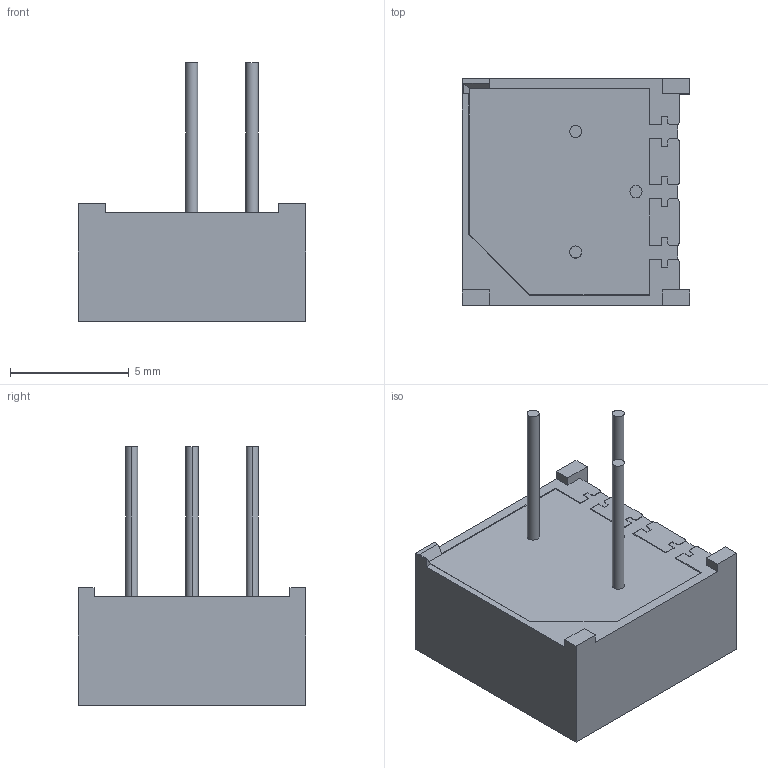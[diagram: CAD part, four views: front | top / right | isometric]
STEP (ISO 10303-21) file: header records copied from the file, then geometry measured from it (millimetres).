
FILE_DESCRIPTION (( 'STEP AP214' ), '1' );
FILE_NAME ('Trimmer Pot.STEP', '2015-03-14T23:36:10', ( '' ), ( '' ), 'SwSTEP 2.0', 'SolidWorks 2014', '' );
FILE_SCHEMA (( 'AUTOMOTIVE_DESIGN' ));
Length unit declared in the file: millimetre
Products named in the file (1): Trimmer Pot
Bounding box: 9.58 x 9.58 x 10.9 mm (x, y, z)
Volume: 391.9 mm3; surface area: 506.1 mm2
Topology: 1 solids, 1 shells, 182 faces, 495 edges, 324 vertices
Faces by surface type: plane 129, cylinder 41, cone 8, torus 4
Entity records: 7601 total; most frequent: CARTESIAN_POINT 1062, ORIENTED_EDGE 990, DIRECTION 969, EDGE_CURVE 495, VECTOR 379, LINE 379, VERTEX_POINT 324, AXIS2_PLACEMENT_3D 295
